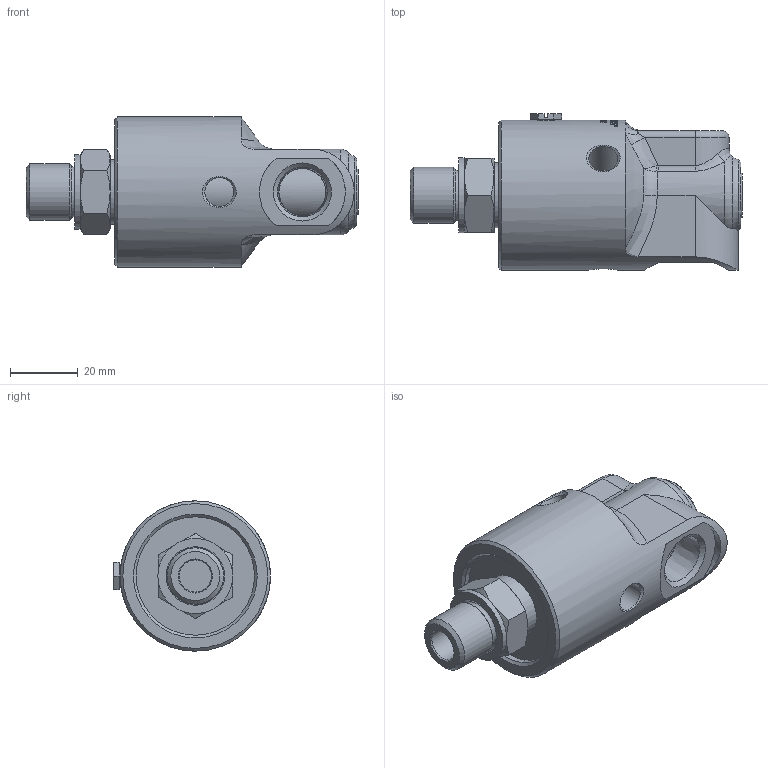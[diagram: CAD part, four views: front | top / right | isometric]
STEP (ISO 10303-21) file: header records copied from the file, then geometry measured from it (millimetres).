
FILE_DESCRIPTION(/* description */ (''),/* implementation_level */ '2;1');
FILE_NAME(/* name */ '57-050-094-IC.stp',/* time_stamp */ '2020-05-20T10:41:22-05:00',/* author */ ('manton'),/* organization */ (''),/* preprocessor_version */ 'ST-DEVELOPER v18',/* originating_system */ 'Autodesk Inventor 2020',/* authorisation */ '');
FILE_SCHEMA (('AUTOMOTIVE_DESIGN { 1 0 10303 214 3 1 1 }'));
Products named in the file (1): 57-050-094-IC
Bounding box: 98.3 x 46.45 x 44.5 mm (x, y, z)
Volume: 87364 mm3; surface area: 17382.5 mm2
Topology: 1 solids, 1 shells, 392 faces, 1030 edges, 685 vertices
Faces by surface type: bspline 185, plane 122, cylinder 58, cone 21, torus 6
Full cylindrical faces by diameter (mm): 6.325 x1, 8.6 x3, 9.5 x1, 13.889 x1, 16.662 x1, 17.3 x1, 19.15 x1, 22.2 x1, 35.05 x1, 37.18 x1, 44.5 x1
Entity records: 49756 total; most frequent: CARTESIAN_POINT 40738, ORIENTED_EDGE 2056, DIRECTION 1430, EDGE_CURVE 1028, VERTEX_POINT 685, AXIS2_PLACEMENT_3D 521, EDGE_LOOP 439, FACE_OUTER_BOUND 392
